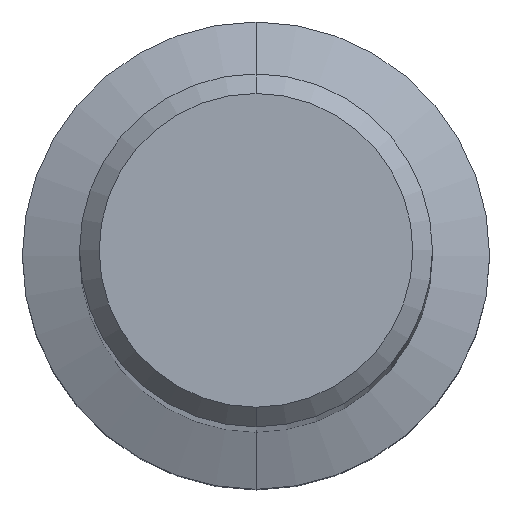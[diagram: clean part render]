
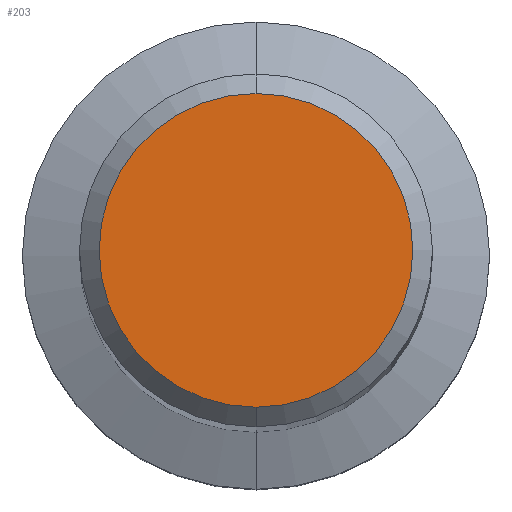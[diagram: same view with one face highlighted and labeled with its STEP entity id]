
A CAD part, top view. The second image highlights one B-rep face of the part: STEP entity #203.
In plain terms, the highlighted planar face has unit normal (0, 0, 1).
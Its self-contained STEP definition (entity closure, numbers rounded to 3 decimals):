
#167=EDGE_CURVE('',#283,#199,#371,.T.);
#199=VERTEX_POINT('',#405);
#203=ADVANCED_FACE('',(#409),#410,.T.);
#225=EDGE_CURVE('',#199,#283,#436,.T.);
#283=VERTEX_POINT('',#502);
#371=CIRCLE('',#603,4.8);
#405=CARTESIAN_POINT('',(0.,-4.8,0.0));
#409=FACE_OUTER_BOUND('',#650,.T.);
#410=PLANE('',#651);
#436=CIRCLE('',#683,4.8);
#502=CARTESIAN_POINT('',(0.0,4.8,0.0));
#603=AXIS2_PLACEMENT_3D('',#852,#853,#854);
#650=EDGE_LOOP('',(#889,#890));
#651=AXIS2_PLACEMENT_3D('',#891,#892,#893);
#683=AXIS2_PLACEMENT_3D('',#928,#929,#930);
#852=CARTESIAN_POINT('',(0.0,0.0,0.0));
#853=DIRECTION('',(0.0,0.0,-1.0));
#854=DIRECTION('',(0.0,1.0,0.0));
#889=ORIENTED_EDGE('',*,*,#167,.F.);
#890=ORIENTED_EDGE('',*,*,#225,.F.);
#891=CARTESIAN_POINT('',(0.0,2.4,0.0));
#892=DIRECTION('',(-0.0,0.0,1.0));
#893=DIRECTION('',(0.0,-1.0,0.0));
#928=CARTESIAN_POINT('',(0.0,0.0,0.0));
#929=DIRECTION('',(0.0,0.0,-1.0));
#930=DIRECTION('',(0.0,1.0,0.0));
